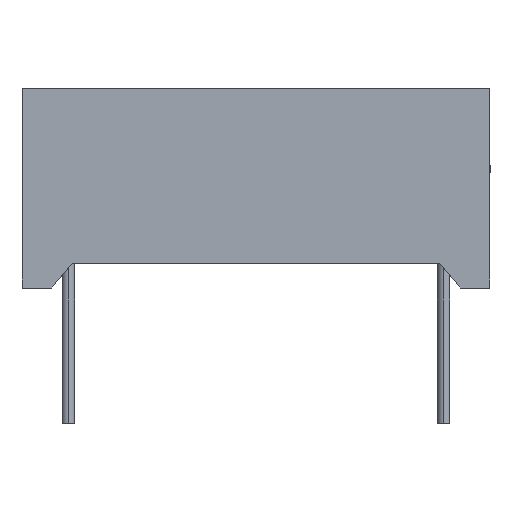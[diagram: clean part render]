
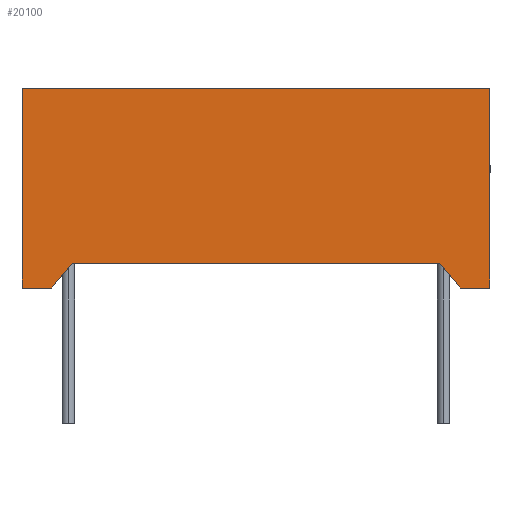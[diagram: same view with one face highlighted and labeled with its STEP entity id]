
A CAD part, left-side view. The second image highlights one B-rep face of the part: STEP entity #20100.
In plain terms, the highlighted planar face has unit normal (-1, 0, 0).
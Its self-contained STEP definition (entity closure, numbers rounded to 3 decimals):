
#2 = CARTESIAN_POINT ( 'NONE',  ( -25.2, 8.3, 0. ) ) ;
#220 = CARTESIAN_POINT ( 'NONE',  ( -25.2, 9.5, 8.1 ) ) ;
#482 = DIRECTION ( 'NONE',  ( 0., -1., 0. ) ) ;
#816 = ORIENTED_EDGE ( 'NONE', *, *, #5314, .F. ) ;
#947 = CARTESIAN_POINT ( 'NONE',  ( -25.2, 8.3, 0. ) ) ;
#1626 = ORIENTED_EDGE ( 'NONE', *, *, #12972, .F. ) ;
#2076 = LINE ( 'NONE', #8618, #3282 ) ;
#2170 = DIRECTION ( 'NONE',  ( 0., -1., 0. ) ) ;
#2536 = LINE ( 'NONE', #9113, #16134 ) ;
#2950 = LINE ( 'NONE', #220, #14218 ) ;
#2957 = LINE ( 'NONE', #9412, #18401 ) ;
#3109 = VERTEX_POINT ( 'NONE', #18854 ) ;
#3119 = ORIENTED_EDGE ( 'NONE', *, *, #7655, .T. ) ;
#3282 = VECTOR ( 'NONE', #10402, 1000. ) ;
#3497 = CARTESIAN_POINT ( 'NONE',  ( -25.2, -7.461, 1. ) ) ;
#3967 = CARTESIAN_POINT ( 'NONE',  ( -25.2, -8.3, 0. ) ) ;
#4034 = VERTEX_POINT ( 'NONE', #3967 ) ;
#4347 = ORIENTED_EDGE ( 'NONE', *, *, #17702, .F. ) ;
#4897 = CARTESIAN_POINT ( 'NONE',  ( -25.2, 9.5, 8.1 ) ) ;
#5314 = EDGE_CURVE ( 'NONE', #3109, #18445, #2950, .T. ) ;
#5456 = VERTEX_POINT ( 'NONE', #947 ) ;
#6496 = VERTEX_POINT ( 'NONE', #18829 ) ;
#6638 = DIRECTION ( 'NONE',  ( 0., 0., -1. ) ) ;
#6857 = CARTESIAN_POINT ( 'NONE',  ( -25.2, 9.5, 0. ) ) ;
#7530 = VECTOR ( 'NONE', #6638, 1000. ) ;
#7617 = EDGE_CURVE ( 'NONE', #13820, #5456, #18494, .T. ) ;
#7655 = EDGE_CURVE ( 'NONE', #4034, #6496, #18102, .T. ) ;
#7666 = EDGE_CURVE ( 'NONE', #8943, #8156, #2076, .T. ) ;
#7924 = EDGE_CURVE ( 'NONE', #4034, #8943, #2536, .T. ) ;
#8049 = LINE ( 'NONE', #2, #11830 ) ;
#8156 = VERTEX_POINT ( 'NONE', #14541 ) ;
#8618 = CARTESIAN_POINT ( 'NONE',  ( -25.2, 7.461, 1. ) ) ;
#8943 = VERTEX_POINT ( 'NONE', #3497 ) ;
#9113 = CARTESIAN_POINT ( 'NONE',  ( -25.2, -7.461, 1. ) ) ;
#9408 = DIRECTION ( 'NONE',  ( 0., -1., 0. ) ) ;
#9412 = CARTESIAN_POINT ( 'NONE',  ( -25.2, -9.5, 8.1 ) ) ;
#9938 = CARTESIAN_POINT ( 'NONE',  ( -25.2, -9.5, 8.1 ) ) ;
#10261 = CARTESIAN_POINT ( 'NONE',  ( -25.2, 9.5, 8.1 ) ) ;
#10402 = DIRECTION ( 'NONE',  ( 0., 1., 0. ) ) ;
#11436 = PLANE ( 'NONE',  #16800 ) ;
#11536 = FACE_OUTER_BOUND ( 'NONE', #14503, .T. ) ;
#11830 = VECTOR ( 'NONE', #16023, 1000. ) ;
#12198 = ORIENTED_EDGE ( 'NONE', *, *, #7617, .T. ) ;
#12407 = VECTOR ( 'NONE', #482, 1000. ) ;
#12795 = DIRECTION ( 'NONE',  ( 1., 0., 0. ) ) ;
#12972 = EDGE_CURVE ( 'NONE', #8156, #5456, #8049, .T. ) ;
#13396 = LINE ( 'NONE', #10261, #7530 ) ;
#13820 = VERTEX_POINT ( 'NONE', #13996 ) ;
#13996 = CARTESIAN_POINT ( 'NONE',  ( -25.2, 9.5, 0. ) ) ;
#14179 = EDGE_CURVE ( 'NONE', #3109, #13820, #13396, .T. ) ;
#14218 = VECTOR ( 'NONE', #9408, 1000. ) ;
#14503 = EDGE_LOOP ( 'NONE', ( #12198, #1626, #19225, #16560, #3119, #4347, #816, #19813 ) ) ;
#14541 = CARTESIAN_POINT ( 'NONE',  ( -25.2, 7.461, 1. ) ) ;
#15617 = DIRECTION ( 'NONE',  ( 0., 0.643, 0.766 ) ) ;
#15821 = DIRECTION ( 'NONE',  ( 0., 0., -1. ) ) ;
#16023 = DIRECTION ( 'NONE',  ( 0., 0.643, -0.766 ) ) ;
#16101 = VECTOR ( 'NONE', #2170, 1000. ) ;
#16134 = VECTOR ( 'NONE', #15617, 1000. ) ;
#16377 = DIRECTION ( 'NONE',  ( 0., 0., -1. ) ) ;
#16516 = CARTESIAN_POINT ( 'NONE',  ( -25.2, 9.5, 0. ) ) ;
#16560 = ORIENTED_EDGE ( 'NONE', *, *, #7924, .F. ) ;
#16800 = AXIS2_PLACEMENT_3D ( 'NONE', #4897, #12795, #16377 ) ;
#17702 = EDGE_CURVE ( 'NONE', #18445, #6496, #2957, .T. ) ;
#18102 = LINE ( 'NONE', #16516, #12407 ) ;
#18401 = VECTOR ( 'NONE', #15821, 1000. ) ;
#18445 = VERTEX_POINT ( 'NONE', #9938 ) ;
#18494 = LINE ( 'NONE', #6857, #16101 ) ;
#18829 = CARTESIAN_POINT ( 'NONE',  ( -25.2, -9.5, 0. ) ) ;
#18854 = CARTESIAN_POINT ( 'NONE',  ( -25.2, 9.5, 8.1 ) ) ;
#19225 = ORIENTED_EDGE ( 'NONE', *, *, #7666, .F. ) ;
#19813 = ORIENTED_EDGE ( 'NONE', *, *, #14179, .T. ) ;
#20100 = ADVANCED_FACE ( 'NONE', ( #11536 ), #11436, .F. ) ;
